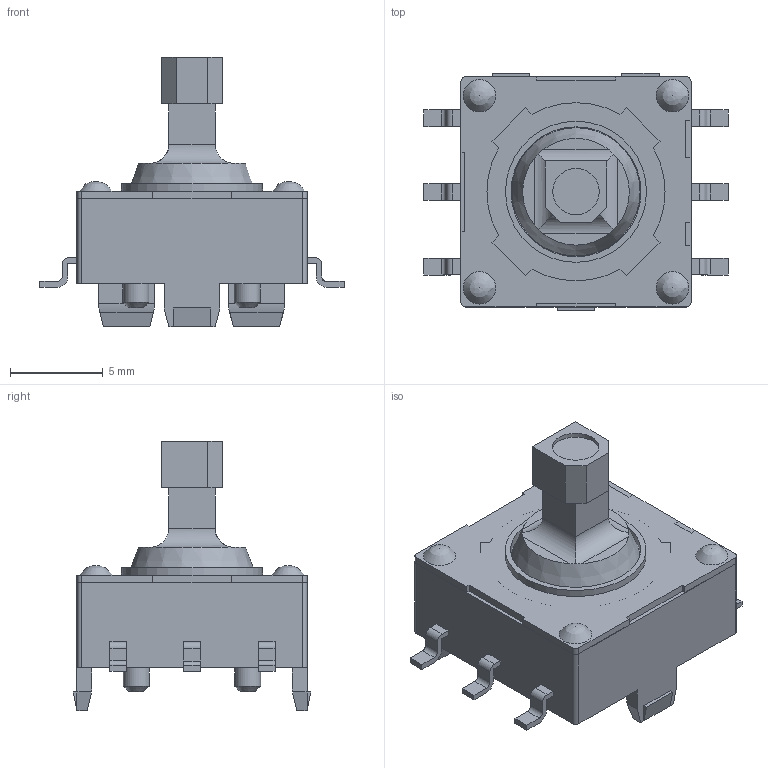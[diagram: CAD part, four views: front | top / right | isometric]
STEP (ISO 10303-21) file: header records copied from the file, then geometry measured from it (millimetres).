
FILE_DESCRIPTION((''),'2;1');
FILE_NAME('JS5208.stp','2011-03-18T07:50:42',('rcelander'),(''),'Autodesk Inventor 11','Autodesk Inventor 11','');
FILE_SCHEMA(('AUTOMOTIVE_DESIGN { 1 0 10303 214 1 1 1 1 }'));
Length unit declared in the file: millimetre
Products named in the file (5): P200020; JS5208Body; JS5210 Actuator; JS5210 Sheet Metal Cap; JS5208_Gull Wing Terminal
Assembly tree (6 placements, depth 2):
  P200020
    JS5208Body
    JS5210 Actuator
    JS5210 Sheet Metal Cap
    JS5208_Gull Wing Terminal  x3
Bounding box: 16.4 x 12.8 x 14.5 mm (x, y, z)
Volume: 603.2 mm3; surface area: 1664.6 mm2
Topology: 6 solids, 6 shells, 443 faces, 1237 edges, 822 vertices
Faces by surface type: plane 330, cylinder 97, bspline 10, cone 3, sphere 3
Full cylindrical faces by diameter (mm): 1 x8, 1.4 x2, 1.5 x1, 2.5 x1, 6.9 x1, 7 x1
Entity records: 12809 total; most frequent: CARTESIAN_POINT 2423, ORIENTED_EDGE 2138, DIRECTION 2048, EDGE_CURVE 1069, VECTOR 874, LINE 874, VERTEX_POINT 721, AXIS2_PLACEMENT_3D 587
